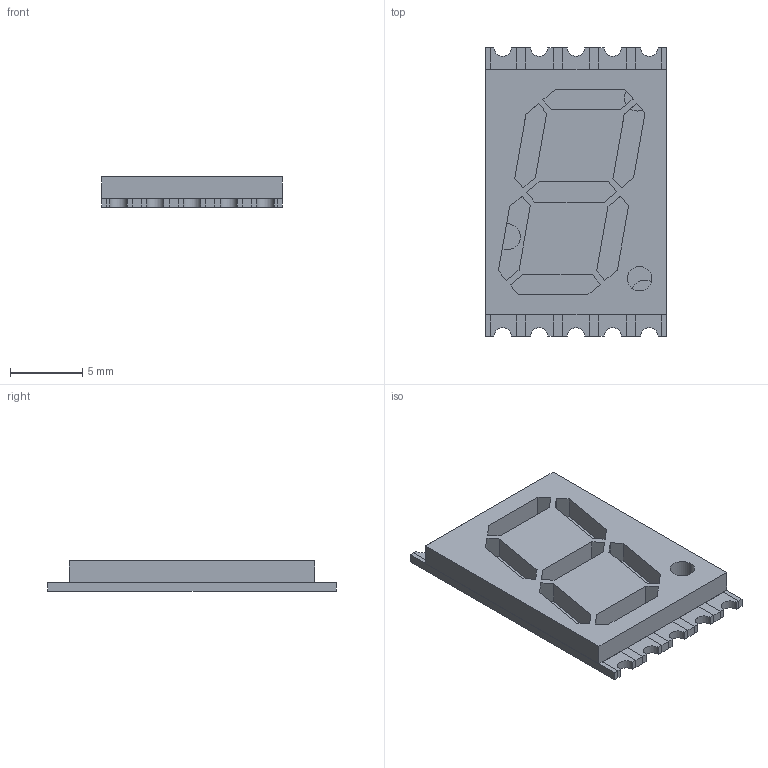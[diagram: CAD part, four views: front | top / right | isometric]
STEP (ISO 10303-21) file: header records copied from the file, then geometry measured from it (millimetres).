
FILE_DESCRIPTION (( 'STEP AP203' ), '1' );
FILE_NAME ('DSM7UA56105.STEP', '2019-12-26T19:48:06', ( '' ), ( '' ), 'SwSTEP 2.0', 'SolidWorks 2018', '' );
FILE_SCHEMA (( 'CONFIG_CONTROL_DESIGN' ));
Length unit declared in the file: inch
Products named in the file (6): DSM7UA56105; S5612PCB.STEP; S5612___r.STEP; S5612PCB.1.STEP; DSM7UA5610X.STEP; S5612PCB.3.STEP
Assembly tree (5 placements, depth 3):
  DSM7UA56105
    DSM7UA5610X.STEP
      S5612PCB.STEP
      S5612PCB.3.STEP
      S5612PCB.1.STEP
      S5612___r.STEP
Bounding box: 12.5 x 20 x 2.1 mm (x, y, z)
Volume: 383.3 mm3; surface area: 1173.7 mm2
Topology: 17 solids, 17 shells, 208 faces, 522 edges, 348 vertices
Faces by surface type: plane 180, cylinder 28
Entity records: 6816 total; most frequent: CARTESIAN_POINT 1087, ORIENTED_EDGE 1044, DIRECTION 1012, EDGE_CURVE 522, LINE 466, VECTOR 466, VERTEX_POINT 348, AXIS2_PLACEMENT_3D 273
